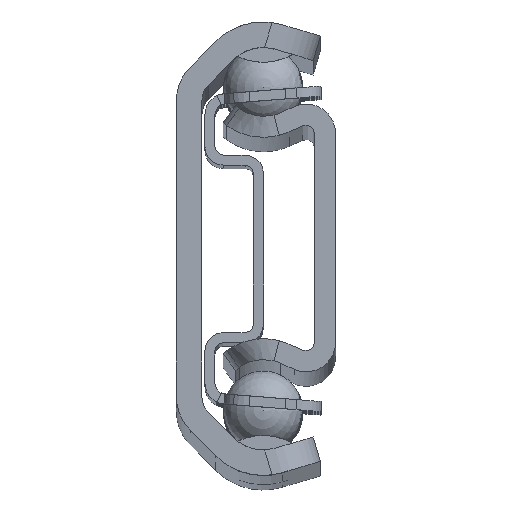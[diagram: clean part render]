
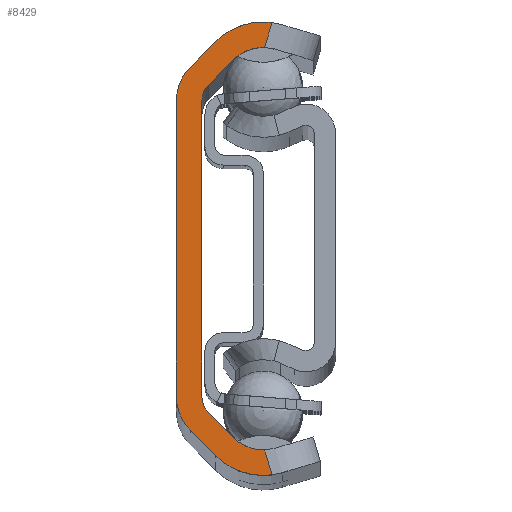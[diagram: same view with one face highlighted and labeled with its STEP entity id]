
A CAD part, top view. The second image highlights one B-rep face of the part: STEP entity #8429.
In plain terms, the highlighted planar face has unit normal (0, 0, 1).
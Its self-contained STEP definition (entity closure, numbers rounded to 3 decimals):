
#274=PLANE('',#9012);
#503=FACE_OUTER_BOUND('',#921,.T.);
#921=EDGE_LOOP('',(#5808,#5809,#5810,#5811,#5812,#5813,#5814,#5815,#5816,
#5817,#5818,#5819,#5820,#5821,#5822,#5823));
#1434=LINE('',#12548,#2284);
#1435=LINE('',#12551,#2285);
#1436=LINE('',#12555,#2286);
#1437=LINE('',#12559,#2287);
#1438=LINE('',#12563,#2288);
#1439=LINE('',#12567,#2289);
#1440=LINE('',#12571,#2290);
#1441=LINE('',#12574,#2291);
#2284=VECTOR('',#10024,10.);
#2285=VECTOR('',#10027,10.);
#2286=VECTOR('',#10030,10.);
#2287=VECTOR('',#10033,10.);
#2288=VECTOR('',#10036,10.);
#2289=VECTOR('',#10039,10.);
#2290=VECTOR('',#10042,10.);
#2291=VECTOR('',#10045,10.);
#3069=CIRCLE('',#8966,4.01);
#3095=CIRCLE('',#9007,2.49);
#3097=CIRCLE('',#9013,1.28);
#3098=CIRCLE('',#9014,1.28);
#3099=CIRCLE('',#9015,2.49);
#3100=CIRCLE('',#9016,4.01);
#3101=CIRCLE('',#9017,2.8);
#3102=CIRCLE('',#9018,2.8);
#3483=VERTEX_POINT('',#12365);
#3484=VERTEX_POINT('',#12370);
#3540=VERTEX_POINT('',#12519);
#3541=VERTEX_POINT('',#12521);
#3544=VERTEX_POINT('',#12550);
#3545=VERTEX_POINT('',#12552);
#3546=VERTEX_POINT('',#12554);
#3547=VERTEX_POINT('',#12556);
#3548=VERTEX_POINT('',#12558);
#3549=VERTEX_POINT('',#12560);
#3550=VERTEX_POINT('',#12562);
#3551=VERTEX_POINT('',#12564);
#3552=VERTEX_POINT('',#12566);
#3553=VERTEX_POINT('',#12568);
#3554=VERTEX_POINT('',#12570);
#3555=VERTEX_POINT('',#12572);
#4362=EDGE_CURVE('',#3483,#3484,#3069,.T.);
#4433=EDGE_CURVE('',#3540,#3541,#3095,.T.);
#4441=EDGE_CURVE('',#3541,#3483,#1434,.T.);
#4442=EDGE_CURVE('',#3544,#3540,#1435,.T.);
#4443=EDGE_CURVE('',#3545,#3544,#3097,.T.);
#4444=EDGE_CURVE('',#3546,#3545,#1436,.T.);
#4445=EDGE_CURVE('',#3547,#3546,#3098,.T.);
#4446=EDGE_CURVE('',#3548,#3547,#1437,.T.);
#4447=EDGE_CURVE('',#3549,#3548,#3099,.T.);
#4448=EDGE_CURVE('',#3550,#3549,#1438,.T.);
#4449=EDGE_CURVE('',#3551,#3550,#3100,.T.);
#4450=EDGE_CURVE('',#3552,#3551,#1439,.T.);
#4451=EDGE_CURVE('',#3553,#3552,#3101,.T.);
#4452=EDGE_CURVE('',#3554,#3553,#1440,.T.);
#4453=EDGE_CURVE('',#3555,#3554,#3102,.T.);
#4454=EDGE_CURVE('',#3484,#3555,#1441,.T.);
#5808=ORIENTED_EDGE('',*,*,#4441,.F.);
#5809=ORIENTED_EDGE('',*,*,#4433,.F.);
#5810=ORIENTED_EDGE('',*,*,#4442,.F.);
#5811=ORIENTED_EDGE('',*,*,#4443,.F.);
#5812=ORIENTED_EDGE('',*,*,#4444,.F.);
#5813=ORIENTED_EDGE('',*,*,#4445,.F.);
#5814=ORIENTED_EDGE('',*,*,#4446,.F.);
#5815=ORIENTED_EDGE('',*,*,#4447,.F.);
#5816=ORIENTED_EDGE('',*,*,#4448,.F.);
#5817=ORIENTED_EDGE('',*,*,#4449,.F.);
#5818=ORIENTED_EDGE('',*,*,#4450,.F.);
#5819=ORIENTED_EDGE('',*,*,#4451,.F.);
#5820=ORIENTED_EDGE('',*,*,#4452,.F.);
#5821=ORIENTED_EDGE('',*,*,#4453,.F.);
#5822=ORIENTED_EDGE('',*,*,#4454,.F.);
#5823=ORIENTED_EDGE('',*,*,#4362,.F.);
#8429=ADVANCED_FACE('',(#503),#274,.T.);
#8966=AXIS2_PLACEMENT_3D('',#12371,#9886,#9887);
#9007=AXIS2_PLACEMENT_3D('',#12522,#10011,#10012);
#9012=AXIS2_PLACEMENT_3D('',#12549,#10025,#10026);
#9013=AXIS2_PLACEMENT_3D('',#12553,#10028,#10029);
#9014=AXIS2_PLACEMENT_3D('',#12557,#10031,#10032);
#9015=AXIS2_PLACEMENT_3D('',#12561,#10034,#10035);
#9016=AXIS2_PLACEMENT_3D('',#12565,#10037,#10038);
#9017=AXIS2_PLACEMENT_3D('',#12569,#10040,#10041);
#9018=AXIS2_PLACEMENT_3D('',#12573,#10043,#10044);
#9886=DIRECTION('center_axis',(0.,0.,-1.));
#9887=DIRECTION('ref_axis',(-0.707,-0.707,0.));
#10011=DIRECTION('center_axis',(0.,0.,1.));
#10012=DIRECTION('ref_axis',(0.707,0.707,0.));
#10024=DIRECTION('',(0.285,-0.959,0.));
#10025=DIRECTION('center_axis',(0.,0.,1.));
#10026=DIRECTION('ref_axis',(1.,0.,0.));
#10027=DIRECTION('',(0.707,-0.707,0.));
#10028=DIRECTION('center_axis',(0.,0.,1.));
#10029=DIRECTION('ref_axis',(1.,0.,0.));
#10030=DIRECTION('',(0.,-1.,0.));
#10031=DIRECTION('center_axis',(0.,0.,1.));
#10032=DIRECTION('ref_axis',(0.707,-0.707,0.));
#10033=DIRECTION('',(-0.707,-0.707,0.));
#10034=DIRECTION('center_axis',(0.,0.,1.));
#10035=DIRECTION('ref_axis',(-0.285,-0.959,0.));
#10036=DIRECTION('',(-0.285,-0.959,0.));
#10037=DIRECTION('center_axis',(0.,0.,-1.));
#10038=DIRECTION('ref_axis',(0.285,0.959,0.));
#10039=DIRECTION('',(0.707,0.707,0.));
#10040=DIRECTION('center_axis',(0.,0.,-1.));
#10041=DIRECTION('ref_axis',(-0.707,0.707,0.));
#10042=DIRECTION('',(0.,1.,0.));
#10043=DIRECTION('center_axis',(0.,0.,-1.));
#10044=DIRECTION('ref_axis',(-1.,0.,0.));
#10045=DIRECTION('',(-0.707,0.707,0.));
#12365=CARTESIAN_POINT('',(0.53,-13.51,250.));
#12370=CARTESIAN_POINT('',(-2.835,-12.37,250.));
#12371=CARTESIAN_POINT('Origin',(0.,-9.535,250.));
#12519=CARTESIAN_POINT('',(-1.761,-11.296,250.));
#12521=CARTESIAN_POINT('',(0.089,-12.023,250.));
#12522=CARTESIAN_POINT('Origin',(0.,-9.535,250.));
#12548=CARTESIAN_POINT('',(-1.647,-6.182,250.));
#12549=CARTESIAN_POINT('Origin',(-2.512,0.,
250.));
#12550=CARTESIAN_POINT('',(-3.285,-9.771,250.));
#12551=CARTESIAN_POINT('',(-1.761,-11.296,250.));
#12552=CARTESIAN_POINT('',(-3.66,-8.866,250.));
#12553=CARTESIAN_POINT('Origin',(-2.38,-8.866,250.));
#12554=CARTESIAN_POINT('',(-3.66,8.866,250.));
#12555=CARTESIAN_POINT('',(-3.66,-8.866,250.));
#12556=CARTESIAN_POINT('',(-3.285,9.771,250.));
#12557=CARTESIAN_POINT('Origin',(-2.38,8.866,250.));
#12558=CARTESIAN_POINT('',(-1.761,11.296,250.));
#12559=CARTESIAN_POINT('',(-3.285,9.771,250.));
#12560=CARTESIAN_POINT('',(0.089,12.023,250.));
#12561=CARTESIAN_POINT('Origin',(0.,9.535,250.));
#12562=CARTESIAN_POINT('',(0.53,13.51,250.));
#12563=CARTESIAN_POINT('',(-1.43,6.911,250.));
#12564=CARTESIAN_POINT('',(-2.835,12.37,250.));
#12565=CARTESIAN_POINT('Origin',(0.,9.535,250.));
#12566=CARTESIAN_POINT('',(-4.36,10.846,250.));
#12567=CARTESIAN_POINT('',(-2.835,12.37,250.));
#12568=CARTESIAN_POINT('',(-5.18,8.866,250.));
#12569=CARTESIAN_POINT('Origin',(-2.38,8.866,250.));
#12570=CARTESIAN_POINT('',(-5.18,-8.866,250.));
#12571=CARTESIAN_POINT('',(-5.18,8.866,250.));
#12572=CARTESIAN_POINT('',(-4.36,-10.846,250.));
#12573=CARTESIAN_POINT('Origin',(-2.38,-8.866,250.));
#12574=CARTESIAN_POINT('',(-4.36,-10.846,250.));
